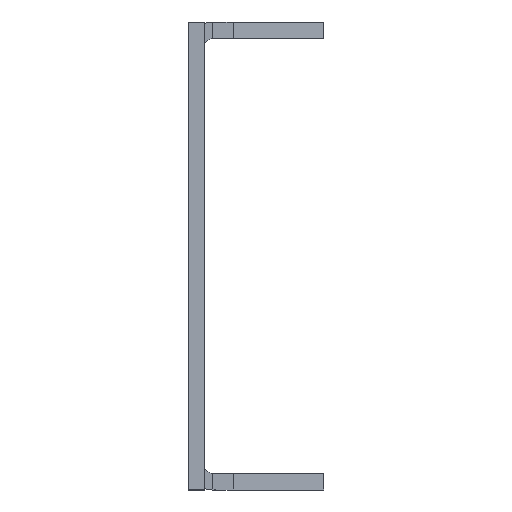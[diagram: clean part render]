
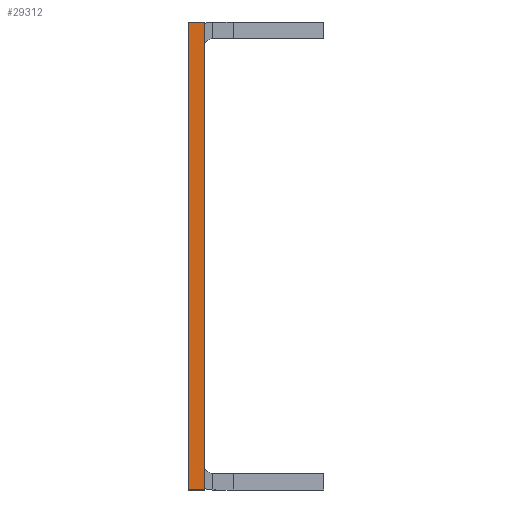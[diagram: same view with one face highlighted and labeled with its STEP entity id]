
A CAD part, left-side view. The second image highlights one B-rep face of the part: STEP entity #29312.
In plain terms, the highlighted planar face has unit normal (-1, 0, 0).
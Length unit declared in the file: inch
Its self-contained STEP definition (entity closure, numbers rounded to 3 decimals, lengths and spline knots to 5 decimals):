
#2420 = LINE ( 'NONE', #25465, #17951 ) ;
#2714 = CARTESIAN_POINT ( 'NONE',  ( -9.5, 0., 0.865 ) ) ;
#2926 = DIRECTION ( 'NONE',  ( 0., 0., 1. ) ) ;
#3741 = VECTOR ( 'NONE', #31412, 39.37008 ) ;
#4523 = DIRECTION ( 'NONE',  ( -1., 0., 0. ) ) ;
#5385 = EDGE_CURVE ( 'NONE', #5527, #27313, #2420, .T. ) ;
#5527 = VERTEX_POINT ( 'NONE', #8683 ) ;
#5595 = DIRECTION ( 'NONE',  ( 0., 0., 1. ) ) ;
#8337 = VECTOR ( 'NONE', #2926, 39.37008 ) ;
#8598 = CARTESIAN_POINT ( 'NONE',  ( -9.5, -38.1572, 0.865 ) ) ;
#8683 = CARTESIAN_POINT ( 'NONE',  ( -9.5, 0.06, -0.865 ) ) ;
#9204 = EDGE_CURVE ( 'NONE', #23226, #5527, #28591, .T. ) ;
#9837 = CARTESIAN_POINT ( 'NONE',  ( -9.5, -38.1572, 0.865 ) ) ;
#10619 = CARTESIAN_POINT ( 'NONE',  ( -9.5, 0., 0.865 ) ) ;
#12697 = CARTESIAN_POINT ( 'NONE',  ( -9.5, -38.1572, -0.865 ) ) ;
#13018 = AXIS2_PLACEMENT_3D ( 'NONE', #9837, #4523, #29841 ) ;
#14262 = LINE ( 'NONE', #2714, #8337 ) ;
#14301 = EDGE_LOOP ( 'NONE', ( #32463, #24012, #22863, #27178 ) ) ;
#14467 = LINE ( 'NONE', #8598, #3741 ) ;
#16455 = FACE_OUTER_BOUND ( 'NONE', #14301, .T. ) ;
#17138 = CARTESIAN_POINT ( 'NONE',  ( -9.5, 0.06, 0.865 ) ) ;
#17951 = VECTOR ( 'NONE', #5595, 39.37008 ) ;
#18830 = CARTESIAN_POINT ( 'NONE',  ( -9.5, 0., -0.865 ) ) ;
#20631 = VECTOR ( 'NONE', #28690, 39.37008 ) ;
#22863 = ORIENTED_EDGE ( 'NONE', *, *, #31973, .T. ) ;
#23226 = VERTEX_POINT ( 'NONE', #18830 ) ;
#24012 = ORIENTED_EDGE ( 'NONE', *, *, #9204, .F. ) ;
#24810 = PLANE ( 'NONE',  #13018 ) ;
#25465 = CARTESIAN_POINT ( 'NONE',  ( -9.5, 0.06, 0.865 ) ) ;
#27178 = ORIENTED_EDGE ( 'NONE', *, *, #30223, .T. ) ;
#27313 = VERTEX_POINT ( 'NONE', #17138 ) ;
#28591 = LINE ( 'NONE', #12697, #20631 ) ;
#28690 = DIRECTION ( 'NONE',  ( 0., 1., 0. ) ) ;
#29312 = ADVANCED_FACE ( 'NONE', ( #16455 ), #24810, .T. ) ;
#29841 = DIRECTION ( 'NONE',  ( 0., 0., 1. ) ) ;
#30223 = EDGE_CURVE ( 'NONE', #30544, #27313, #14467, .T. ) ;
#30544 = VERTEX_POINT ( 'NONE', #10619 ) ;
#31412 = DIRECTION ( 'NONE',  ( 0., 1., 0. ) ) ;
#31973 = EDGE_CURVE ( 'NONE', #23226, #30544, #14262, .T. ) ;
#32463 = ORIENTED_EDGE ( 'NONE', *, *, #5385, .F. ) ;
